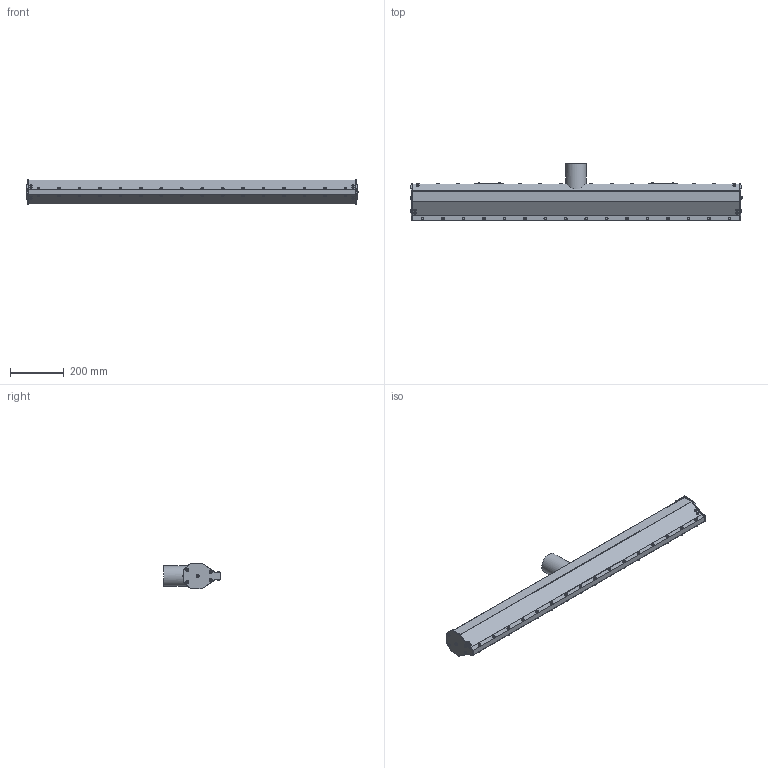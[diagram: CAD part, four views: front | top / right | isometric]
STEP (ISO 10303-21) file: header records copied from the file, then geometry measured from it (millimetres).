
FILE_DESCRIPTION(/* description */ (''),/* implementation_level */ '2;1');
FILE_NAME(/* name */ 'MAP3xxxxxx048_A.stp',/* time_stamp */ '2018-12-07T11:56:37-05:00',/* author */ ('James'),/* organization */ (''),/* preprocessor_version */ 'ST-DEVELOPER v16.5',/* originating_system */ 'Autodesk Inventor 2017',/* authorisation */ '');
FILE_SCHEMA (('AUTOMOTIVE_DESIGN { 1 0 10303 214 3 1 1 }'));
Length unit declared in the file: inch
Products named in the file (1): MAP3xxxxxx048_A
Bounding box: 1237.29 x 211.04 x 96.53 mm (x, y, z)
Volume: 10625177.6 mm3; surface area: 505621 mm2
Topology: 1 solids, 1 shells, 855 faces, 1829 edges, 1172 vertices
Faces by surface type: plane 334, cone 240, cylinder 195, sphere 38, bspline 32, torus 16
Full cylindrical faces by diameter (mm): 7.6 x8, 8.5 x16, 9 x8, 9.5 x12, 10 x32, 10.5 x18, 11 x30, 76.2 x1
Entity records: 54360 total; most frequent: CARTESIAN_POINT 38022, DIRECTION 3370, ORIENTED_EDGE 3106, EDGE_CURVE 1553, AXIS2_PLACEMENT_3D 1509, EDGE_LOOP 1240, VERTEX_POINT 1085, FACE_OUTER_BOUND 855
